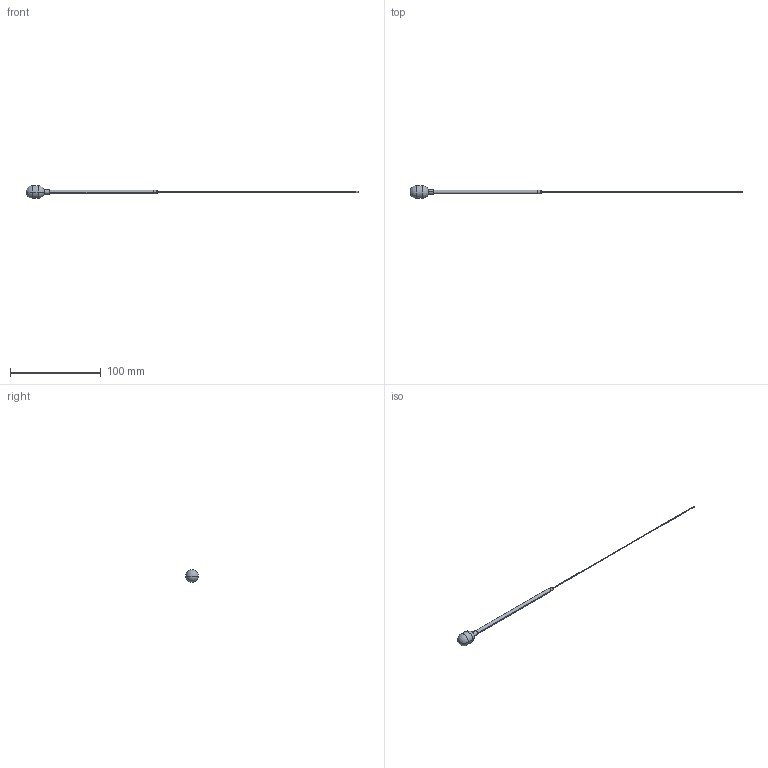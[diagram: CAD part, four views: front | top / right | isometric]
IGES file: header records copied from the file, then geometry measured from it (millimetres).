
Start section:  PTC IGES file: fb-dw-30293-000_sw0001.igs
Global section: file name: fb-dw-30293-000_sw0001.igs; native system: Pro/ENGINEER by Parametric Technology Corporation; preprocessor: 2011220; author: oqiu; organization: Unknown; date: 20120401.140650; units: inch
Bounding box: 365.08 x 13.97 x 13.97 mm (x, y, z)
Volume: 4171.2 mm3; surface area: 2890.6 mm2
Topology: 1 solids, 1 shells, 35 faces, 72 edges, 41 vertices
Faces by surface type: revolution 30, bspline 5
